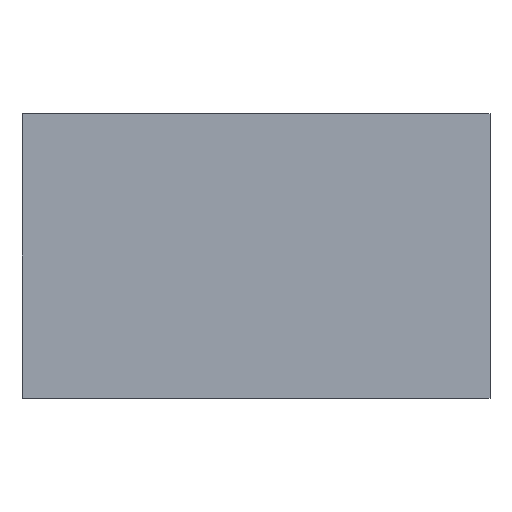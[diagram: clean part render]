
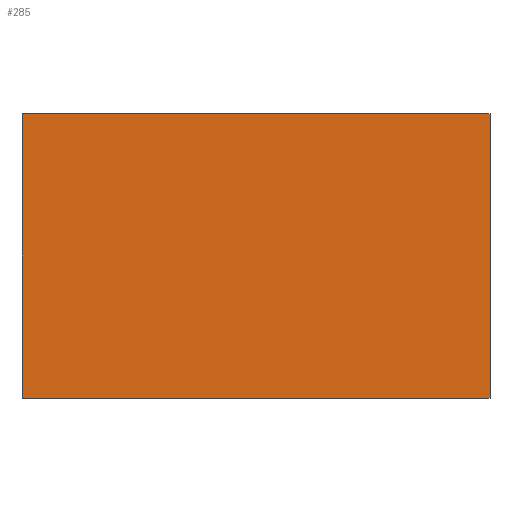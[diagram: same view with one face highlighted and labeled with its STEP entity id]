
A CAD part, front view. The second image highlights one B-rep face of the part: STEP entity #285.
In plain terms, the highlighted planar face has unit normal (0, -1, 0).
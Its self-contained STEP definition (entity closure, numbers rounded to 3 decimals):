
#22 = DIRECTION ( 'NONE',  ( 1., 0., 0. ) ) ;
#120 = VERTEX_POINT ( 'NONE', #524 ) ;
#126 = LINE ( 'NONE', #537, #835 ) ;
#163 = CARTESIAN_POINT ( 'NONE',  ( -56., 0., 0. ) ) ;
#183 = EDGE_CURVE ( 'NONE', #120, #215, #736, .T. ) ;
#189 = VECTOR ( 'NONE', #22, 1000. ) ;
#215 = VERTEX_POINT ( 'NONE', #822 ) ;
#219 = EDGE_CURVE ( 'NONE', #215, #346, #296, .T. ) ;
#222 = PLANE ( 'NONE',  #813 ) ;
#223 = ORIENTED_EDGE ( 'NONE', *, *, #219, .F. ) ;
#228 = CARTESIAN_POINT ( 'NONE',  ( 0., 0., -32. ) ) ;
#236 = LINE ( 'NONE', #732, #792 ) ;
#238 = ORIENTED_EDGE ( 'NONE', *, *, #183, .F. ) ;
#261 = DIRECTION ( 'NONE',  ( 0., 0., 1. ) ) ;
#262 = CARTESIAN_POINT ( 'NONE',  ( 0., 0., -34. ) ) ;
#285 = ADVANCED_FACE ( 'NONE', ( #436 ), #222, .F. ) ;
#296 = LINE ( 'NONE', #228, #578 ) ;
#346 = VERTEX_POINT ( 'NONE', #262 ) ;
#358 = DIRECTION ( 'NONE',  ( 0., 0., 1. ) ) ;
#421 = DIRECTION ( 'NONE',  ( 0., 1., 0. ) ) ;
#432 = EDGE_LOOP ( 'NONE', ( #544, #598, #223, #238 ) ) ;
#436 = FACE_OUTER_BOUND ( 'NONE', #432, .T. ) ;
#495 = CARTESIAN_POINT ( 'NONE',  ( 0., 0., 0. ) ) ;
#524 = CARTESIAN_POINT ( 'NONE',  ( -56., 0., 0. ) ) ;
#534 = EDGE_CURVE ( 'NONE', #346, #658, #236, .T. ) ;
#537 = CARTESIAN_POINT ( 'NONE',  ( -56., 0., -32. ) ) ;
#544 = ORIENTED_EDGE ( 'NONE', *, *, #851, .F. ) ;
#578 = VECTOR ( 'NONE', #774, 1000. ) ;
#598 = ORIENTED_EDGE ( 'NONE', *, *, #534, .F. ) ;
#637 = CARTESIAN_POINT ( 'NONE',  ( -56., 0., -34. ) ) ;
#658 = VERTEX_POINT ( 'NONE', #637 ) ;
#732 = CARTESIAN_POINT ( 'NONE',  ( -56., 0., -34. ) ) ;
#736 = LINE ( 'NONE', #163, #189 ) ;
#743 = DIRECTION ( 'NONE',  ( -1., 0., 0. ) ) ;
#774 = DIRECTION ( 'NONE',  ( 0., 0., -1. ) ) ;
#792 = VECTOR ( 'NONE', #743, 1000. ) ;
#813 = AXIS2_PLACEMENT_3D ( 'NONE', #495, #421, #358 ) ;
#822 = CARTESIAN_POINT ( 'NONE',  ( 0., 0., 0. ) ) ;
#835 = VECTOR ( 'NONE', #261, 1000. ) ;
#851 = EDGE_CURVE ( 'NONE', #658, #120, #126, .T. ) ;
